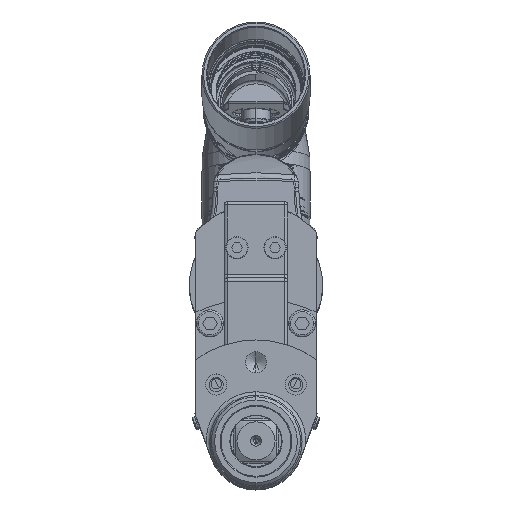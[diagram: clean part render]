
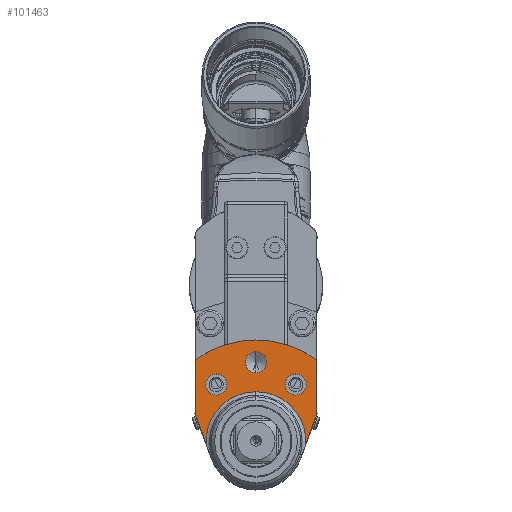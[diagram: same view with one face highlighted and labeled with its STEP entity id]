
A CAD part, top view. The second image highlights one B-rep face of the part: STEP entity #101463.
In plain terms, the highlighted planar face has unit normal (0, 0, 1).
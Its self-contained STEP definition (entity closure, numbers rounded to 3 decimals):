
#98921=CARTESIAN_POINT('',(0.,25.,78.));
#98922=DIRECTION('',(0.,0.,1.));
#98923=DIRECTION('',(1.,0.,0.));
#98924=AXIS2_PLACEMENT_3D('',#98921,#98922,#98923);
#98929=CARTESIAN_POINT('',(0.,25.,78.));
#98930=DIRECTION('',(0.,0.,1.));
#98931=DIRECTION('',(-1.,0.,0.));
#98932=AXIS2_PLACEMENT_3D('',#98929,#98930,#98931);
#98937=CARTESIAN_POINT('',(-12.5,18.,78.));
#98938=DIRECTION('',(0.,0.,1.));
#98939=DIRECTION('',(1.,0.,0.));
#98940=AXIS2_PLACEMENT_3D('',#98937,#98938,#98939);
#98945=CARTESIAN_POINT('',(-12.5,18.,78.));
#98946=DIRECTION('',(0.,0.,1.));
#98947=DIRECTION('',(-1.,0.,0.));
#98948=AXIS2_PLACEMENT_3D('',#98945,#98946,#98947);
#98953=CARTESIAN_POINT('',(12.5,18.,78.));
#98954=DIRECTION('',(0.,0.,1.));
#98955=DIRECTION('',(1.,0.,0.));
#98956=AXIS2_PLACEMENT_3D('',#98953,#98954,#98955);
#98961=CARTESIAN_POINT('',(12.5,18.,78.));
#98962=DIRECTION('',(0.,0.,1.));
#98963=DIRECTION('',(-1.,0.,0.));
#98964=AXIS2_PLACEMENT_3D('',#98961,#98962,#98963);
#98969=CARTESIAN_POINT('',(0.,0.,78.));
#98970=DIRECTION('',(0.,0.,-1.));
#98971=DIRECTION('',(0.,1.,0.));
#98972=AXIS2_PLACEMENT_3D('',#98969,#98970,#98971);
#98977=CARTESIAN_POINT('',(0.,0.,78.));
#98978=DIRECTION('',(0.,0.,-1.));
#98979=DIRECTION('',(-0.999,-0.049,0.));
#98980=AXIS2_PLACEMENT_3D('',#98977,#98978,#98979);
#98985=DIRECTION('',(-0.342,0.94,0.));
#98986=VECTOR('',#98985,9.704);
#98987=CARTESIAN_POINT('',(-15.681,-0.774,78.));
#98988=LINE('',#98987,#98986);
#98992=DIRECTION('',(0.,1.,0.));
#98993=VECTOR('',#98992,17.404);
#98994=CARTESIAN_POINT('',(-19.,8.345,78.));
#98995=LINE('',#98994,#98993);
#98999=CARTESIAN_POINT('',(0.,0.,78.));
#99000=DIRECTION('',(0.,0.,-1.));
#99001=DIRECTION('',(-0.594,0.805,0.));
#99002=AXIS2_PLACEMENT_3D('',#98999,#99000,#99001);
#99007=DIRECTION('',(0.,-1.,0.));
#99008=VECTOR('',#99007,17.404);
#99009=CARTESIAN_POINT('',(19.,25.749,78.));
#99010=LINE('',#99009,#99008);
#99014=DIRECTION('',(-0.342,-0.94,0.));
#99015=VECTOR('',#99014,9.704);
#99016=CARTESIAN_POINT('',(19.,8.345,78.));
#99017=LINE('',#99016,#99015);
#100037=CARTESIAN_POINT('',(-19.,8.345,78.));
#100038=CARTESIAN_POINT('',(-19.,25.749,78.));
#100039=VERTEX_POINT('',#100037);
#100040=VERTEX_POINT('',#100038);
#100041=CARTESIAN_POINT('',(19.,25.749,78.));
#100042=VERTEX_POINT('',#100041);
#100043=CARTESIAN_POINT('',(19.,8.345,78.));
#100044=VERTEX_POINT('',#100043);
#100089=CARTESIAN_POINT('',(3.324,25.,78.));
#100090=CARTESIAN_POINT('',(-3.324,25.,78.));
#100091=VERTEX_POINT('',#100089);
#100092=VERTEX_POINT('',#100090);
#100209=CARTESIAN_POINT('',(0.,15.7,78.));
#100210=CARTESIAN_POINT('',(15.681,-0.775,78.));
#100211=VERTEX_POINT('',#100209);
#100212=VERTEX_POINT('',#100210);
#100213=CARTESIAN_POINT('',(-15.681,-0.775,78.));
#100214=VERTEX_POINT('',#100213);
#100354=CARTESIAN_POINT('',(-9.177,18.,78.));
#100355=CARTESIAN_POINT('',(-15.824,18.,78.));
#100356=VERTEX_POINT('',#100354);
#100357=VERTEX_POINT('',#100355);
#100362=CARTESIAN_POINT('',(15.824,18.,78.));
#100363=CARTESIAN_POINT('',(9.177,18.,78.));
#100364=VERTEX_POINT('',#100362);
#100365=VERTEX_POINT('',#100363);
#101425=CARTESIAN_POINT('',(0.,0.,78.));
#101426=DIRECTION('',(0.,0.,1.));
#101427=DIRECTION('',(0.,1.,0.));
#101428=AXIS2_PLACEMENT_3D('',#101425,#101426,#101427);
#101429=PLANE('',#101428);
#101431=ORIENTED_EDGE('',*,*,#101430,.F.);
#101433=ORIENTED_EDGE('',*,*,#101432,.F.);
#101434=ORIENTED_EDGE('',*,*,#101414,.T.);
#101436=ORIENTED_EDGE('',*,*,#101435,.T.);
#101438=ORIENTED_EDGE('',*,*,#101437,.T.);
#101440=ORIENTED_EDGE('',*,*,#101439,.T.);
#101442=ORIENTED_EDGE('',*,*,#101441,.T.);
#101443=EDGE_LOOP('',(#101431,#101433,#101434,#101436,#101438,#101440,#101442));
#101444=FACE_OUTER_BOUND('',#101443,.F.);
#101446=ORIENTED_EDGE('',*,*,#101445,.T.);
#101448=ORIENTED_EDGE('',*,*,#101447,.T.);
#101449=EDGE_LOOP('',(#101446,#101448));
#101450=FACE_BOUND('',#101449,.F.);
#101452=ORIENTED_EDGE('',*,*,#101451,.T.);
#101454=ORIENTED_EDGE('',*,*,#101453,.T.);
#101455=EDGE_LOOP('',(#101452,#101454));
#101456=FACE_BOUND('',#101455,.F.);
#101458=ORIENTED_EDGE('',*,*,#101457,.T.);
#101460=ORIENTED_EDGE('',*,*,#101459,.T.);
#101461=EDGE_LOOP('',(#101458,#101460));
#101462=FACE_BOUND('',#101461,.F.);
#101463=ADVANCED_FACE('',(#101444,#101450,#101456,#101462),#101429,.T.);
#98925=CIRCLE('',#98924,3.324);
#98933=CIRCLE('',#98932,3.324);
#98941=CIRCLE('',#98940,3.324);
#98949=CIRCLE('',#98948,3.324);
#98957=CIRCLE('',#98956,3.324);
#98965=CIRCLE('',#98964,3.324);
#98973=CIRCLE('',#98972,15.7);
#98981=CIRCLE('',#98980,15.7);
#99003=CIRCLE('',#99002,32.);
#101414=EDGE_CURVE('',#100214,#100039,#98988,.T.);
#101430=EDGE_CURVE('',#100211,#100212,#98973,.T.);
#101432=EDGE_CURVE('',#100214,#100211,#98981,.T.);
#101435=EDGE_CURVE('',#100039,#100040,#98995,.T.);
#101437=EDGE_CURVE('',#100040,#100042,#99003,.T.);
#101439=EDGE_CURVE('',#100042,#100044,#99010,.T.);
#101441=EDGE_CURVE('',#100044,#100212,#99017,.T.);
#101445=EDGE_CURVE('',#100356,#100357,#98941,.T.);
#101447=EDGE_CURVE('',#100357,#100356,#98949,.T.);
#101451=EDGE_CURVE('',#100364,#100365,#98957,.T.);
#101453=EDGE_CURVE('',#100365,#100364,#98965,.T.);
#101457=EDGE_CURVE('',#100091,#100092,#98925,.T.);
#101459=EDGE_CURVE('',#100092,#100091,#98933,.T.);
